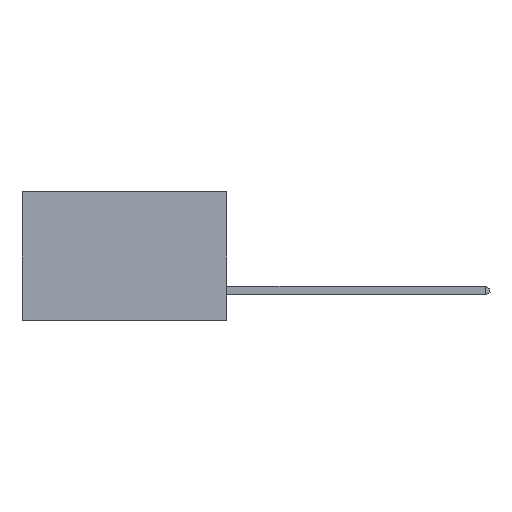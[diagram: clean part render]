
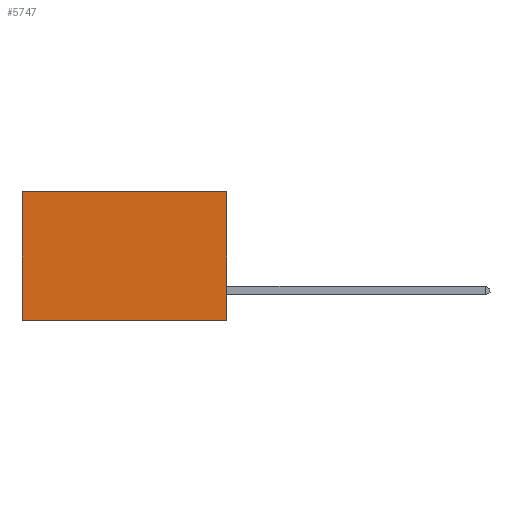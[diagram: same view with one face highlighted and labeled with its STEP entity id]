
A CAD part, left-side view. The second image highlights one B-rep face of the part: STEP entity #5747.
In plain terms, the highlighted planar face has unit normal (-1, 0, 0).
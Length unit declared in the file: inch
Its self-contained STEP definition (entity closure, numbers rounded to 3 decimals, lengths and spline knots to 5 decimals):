
#215 = VERTEX_POINT ( 'NONE', #12116 ) ;
#281 = DIRECTION ( 'NONE',  ( 0., 0., -1. ) ) ;
#316 = DIRECTION ( 'NONE',  ( 1., 0., 0. ) ) ;
#385 = CARTESIAN_POINT ( 'NONE',  ( 0.277, 0., -0.37 ) ) ;
#584 = PLANE ( 'NONE',  #8314 ) ;
#585 = CARTESIAN_POINT ( 'NONE',  ( 0.277, 0., -0.37 ) ) ;
#1422 = ORIENTED_EDGE ( 'NONE', *, *, #11390, .F. ) ;
#1570 = DIRECTION ( 'NONE',  ( 0., 1., 0. ) ) ;
#1644 = EDGE_CURVE ( 'NONE', #6862, #7068, #2248, .T. ) ;
#2083 = DIRECTION ( 'NONE',  ( 0., 0., -1. ) ) ;
#2248 = LINE ( 'NONE', #5620, #11596 ) ;
#2538 = CARTESIAN_POINT ( 'NONE',  ( 0.277, 0., 0. ) ) ;
#3073 = LINE ( 'NONE', #585, #5824 ) ;
#3245 = FACE_OUTER_BOUND ( 'NONE', #8594, .T. ) ;
#4011 = VERTEX_POINT ( 'NONE', #9299 ) ;
#4732 = DIRECTION ( 'NONE',  ( 0., 1., 0. ) ) ;
#5019 = LINE ( 'NONE', #9194, #9320 ) ;
#5242 = DIRECTION ( 'NONE',  ( 0., 0., -1. ) ) ;
#5620 = CARTESIAN_POINT ( 'NONE',  ( 0.277, 0., -0.37 ) ) ;
#5747 = ADVANCED_FACE ( 'NONE', ( #3245 ), #584, .F. ) ;
#5824 = VECTOR ( 'NONE', #4732, 39.37008 ) ;
#6849 = LINE ( 'NONE', #6850, #8708 ) ;
#6850 = CARTESIAN_POINT ( 'NONE',  ( 0.277, 0.59, -0.37 ) ) ;
#6862 = VERTEX_POINT ( 'NONE', #2538 ) ;
#7068 = VERTEX_POINT ( 'NONE', #8411 ) ;
#7759 = ORIENTED_EDGE ( 'NONE', *, *, #8884, .T. ) ;
#8314 = AXIS2_PLACEMENT_3D ( 'NONE', #385, #316, #281 ) ;
#8411 = CARTESIAN_POINT ( 'NONE',  ( 0.277, 0., -0.37 ) ) ;
#8594 = EDGE_LOOP ( 'NONE', ( #11231, #1422, #12046, #7759 ) ) ;
#8708 = VECTOR ( 'NONE', #2083, 39.37008 ) ;
#8884 = EDGE_CURVE ( 'NONE', #6862, #4011, #5019, .T. ) ;
#9194 = CARTESIAN_POINT ( 'NONE',  ( 0.277, 0., 0. ) ) ;
#9299 = CARTESIAN_POINT ( 'NONE',  ( 0.277, 0.59, 0. ) ) ;
#9320 = VECTOR ( 'NONE', #1570, 39.37008 ) ;
#10899 = EDGE_CURVE ( 'NONE', #4011, #215, #6849, .T. ) ;
#11231 = ORIENTED_EDGE ( 'NONE', *, *, #10899, .T. ) ;
#11390 = EDGE_CURVE ( 'NONE', #7068, #215, #3073, .T. ) ;
#11596 = VECTOR ( 'NONE', #5242, 39.37008 ) ;
#12046 = ORIENTED_EDGE ( 'NONE', *, *, #1644, .F. ) ;
#12116 = CARTESIAN_POINT ( 'NONE',  ( 0.277, 0.59, -0.37 ) ) ;
